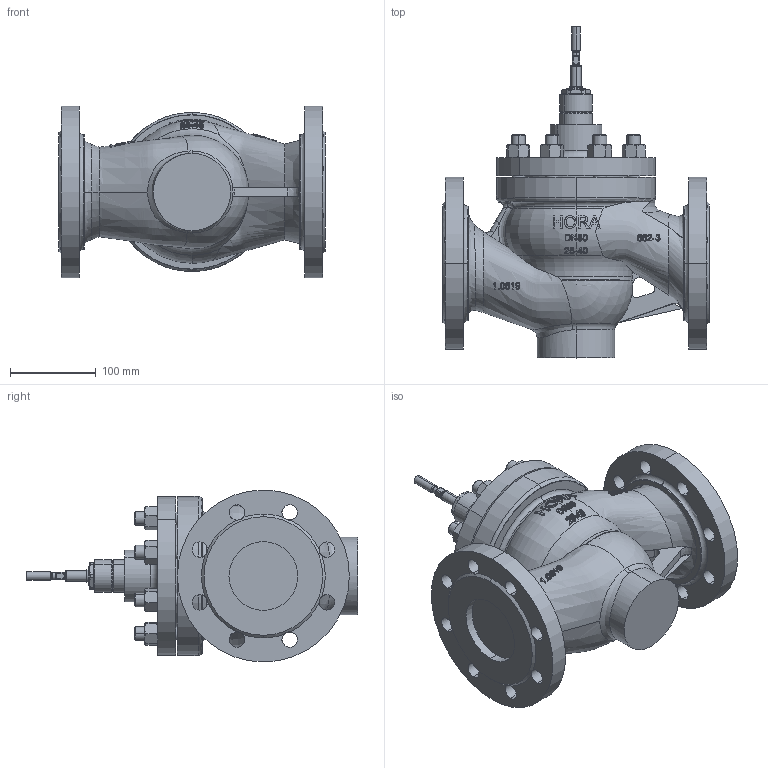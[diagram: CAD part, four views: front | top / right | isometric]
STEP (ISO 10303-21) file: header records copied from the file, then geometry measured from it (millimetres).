
FILE_DESCRIPTION (( 'STEP AP203' ), '1' );
FILE_NAME ('BR240S DN80 XXX PN25-40 for MC_STEP (Defeature).STEP', '2015-03-10T13:31:14', ( 'HORA' ), ( 'Holter Regelamaturen GmbH & Co. KG' ), 'SwSTEP 2.0', 'SolidWorks 2014', '' );
FILE_SCHEMA (( 'CONFIG_CONTROL_DESIGN' ));
Products named in the file (1): BR240S DN80 XXX PN25-40 for MC_STEP (Defeature)
Bounding box: 310 x 386 x 200 mm (x, y, z)
Volume: 6617371.7 mm3; surface area: 390729.9 mm2
Topology: 1 solids, 1 shells, 770 faces, 2035 edges, 1301 vertices
Faces by surface type: bspline 224, plane 214, cone 140, cylinder 119, torus 71, sphere 2
Entity records: 139052 total; most frequent: CARTESIAN_POINT 121787, ORIENTED_EDGE 4058, DIRECTION 2853, EDGE_CURVE 2029, VERTEX_POINT 1297, AXIS2_PLACEMENT_3D 1172, B_SPLINE_CURVE_WITH_KNOTS 895, EDGE_LOOP 856
